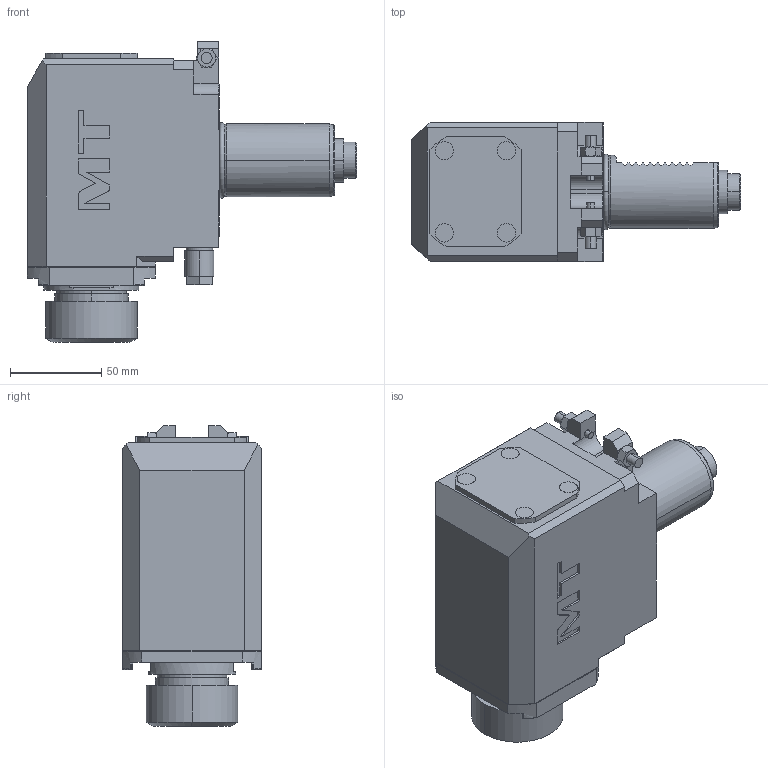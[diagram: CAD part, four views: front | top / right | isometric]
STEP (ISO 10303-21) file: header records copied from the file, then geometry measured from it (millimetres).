
FILE_DESCRIPTION((''),'2;1');
FILE_NAME('SAU0841132_CONF','2025-01-17T15:35:08',('fpalella'),('M.T. srl'),'CREO PARAMETRIC BY PTC INC, 2023352','CREO PARAMETRIC BY PTC INC, 2023352','');
FILE_SCHEMA(('CONFIG_CONTROL_DESIGN'));
Length unit declared in the file: millimetre
Products named in the file (1): SAU0841132_CONF
Bounding box: 180 x 76 x 164.66 mm (x, y, z)
Volume: 1040281.2 mm3; surface area: 87104.8 mm2
Topology: 1 solids, 1 shells, 371 faces, 940 edges, 604 vertices
Faces by surface type: plane 217, cylinder 100, cone 41, torus 9, extrusion 4
Entity records: 11999 total; most frequent: CARTESIAN_POINT 3074, ORIENTED_EDGE 1880, DIRECTION 1792, EDGE_CURVE 940, AXIS2_PLACEMENT_3D 623, VERTEX_POINT 604, VECTOR 546, LINE 542
